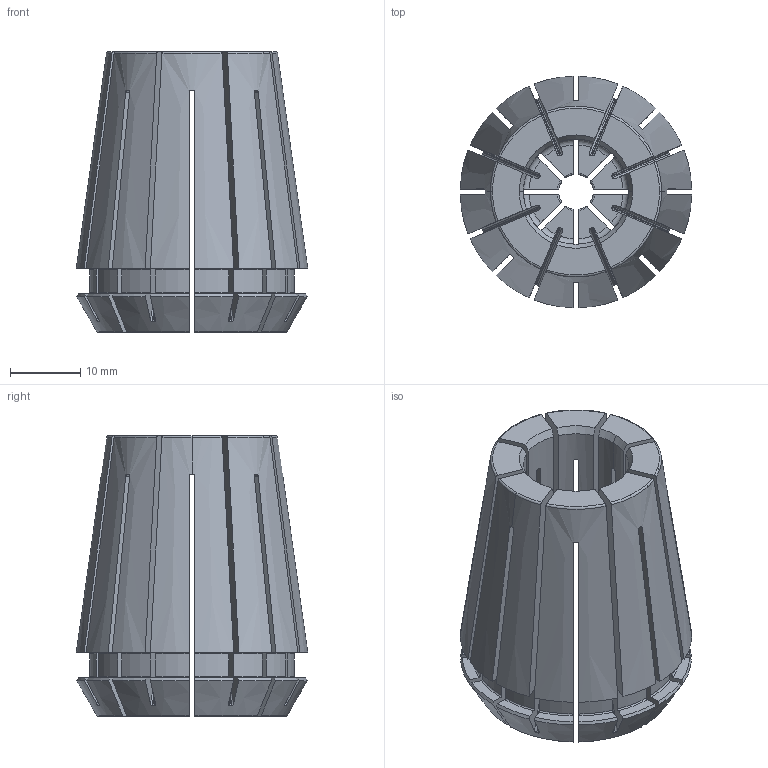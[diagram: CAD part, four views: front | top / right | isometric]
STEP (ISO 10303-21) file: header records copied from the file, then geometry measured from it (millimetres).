
FILE_DESCRIPTION(('HOOPS Exchange Step'),'2;1');
FILE_NAME('export-1F9A447D-3114-432F-95FE-3730245490BF.stp','2024-01-20T10:30:30+01:00',('Engineering'),('Alibre'),'HOOPS Exchange 2021.0','Alibre','Unknown authorisation');
FILE_SCHEMA( ('AP242_MANAGED_MODEL_BASED_3D_ENGINEERING_MIM_LF {1 0 10303 442 1 1 4 }') );
Length unit declared in the file: millimetre
Products named in the file (1): 6512 Single ER 32-UP Collet 5.00mm ULTRA Precision Swiss Quality
Bounding box: 32.99 x 32.99 x 40 mm (x, y, z)
Volume: 18836.6 mm3; surface area: 14559 mm2
Topology: 1 solids, 1 shells, 320 faces, 946 edges, 626 vertices
Faces by surface type: plane 104, cylinder 90, torus 82, cone 44
Entity records: 11177 total; most frequent: CARTESIAN_POINT 2892, ORIENTED_EDGE 1892, DIRECTION 1590, EDGE_CURVE 946, VERTEX_POINT 626, AXIS2_PLACEMENT_3D 624, VECTOR 342, LINE 342
